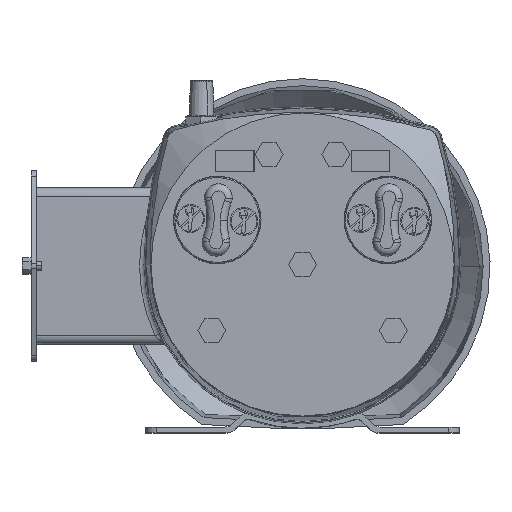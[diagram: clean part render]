
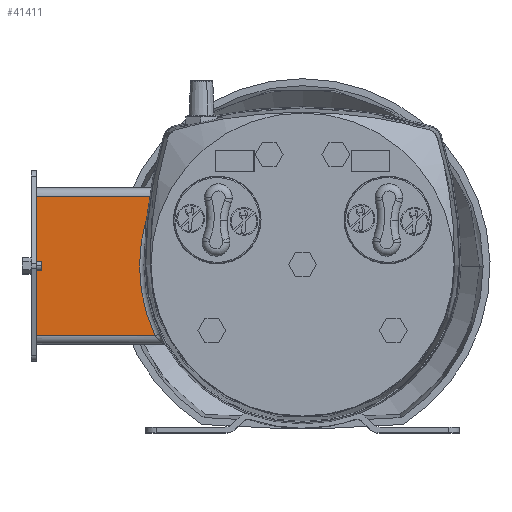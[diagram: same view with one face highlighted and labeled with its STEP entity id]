
A CAD part, top view. The second image highlights one B-rep face of the part: STEP entity #41411.
In plain terms, the highlighted planar face has unit normal (0, 0, 1).
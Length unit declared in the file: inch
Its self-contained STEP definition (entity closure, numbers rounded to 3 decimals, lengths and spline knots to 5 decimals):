
#2250 = CARTESIAN_POINT ( 'NONE',  ( -2.64445, 1.25, -3.25 ) ) ;
#3648 = LINE ( 'NONE', #23665, #21513 ) ;
#5252 = ORIENTED_EDGE ( 'NONE', *, *, #5849, .F. ) ;
#5849 = EDGE_CURVE ( 'NONE', #36603, #37780, #46151, .T. ) ;
#6686 = CARTESIAN_POINT ( 'NONE',  ( -2.64445, -1.25, -3.25 ) ) ;
#8811 = CIRCLE ( 'NONE', #21831, 2.925 ) ;
#9557 = DIRECTION ( 'NONE',  ( 0., 1., 0. ) ) ;
#13055 = DIRECTION ( 'NONE',  ( 0., 0., 1. ) ) ;
#16729 = EDGE_CURVE ( 'NONE', #27396, #50929, #42029, .T. ) ;
#17840 = CARTESIAN_POINT ( 'NONE',  ( -4.78, -1.25, -3.25 ) ) ;
#20829 = ORIENTED_EDGE ( 'NONE', *, *, #56508, .T. ) ;
#21513 = VECTOR ( 'NONE', #9557, 39.37008 ) ;
#21831 = AXIS2_PLACEMENT_3D ( 'NONE', #53025, #42720, #37995 ) ;
#23665 = CARTESIAN_POINT ( 'NONE',  ( -4.78, 0., -3.25 ) ) ;
#27396 = VERTEX_POINT ( 'NONE', #6686 ) ;
#32518 = PLANE ( 'NONE',  #46488 ) ;
#34259 = VECTOR ( 'NONE', #37922, 39.37008 ) ;
#35705 = VECTOR ( 'NONE', #50527, 39.37008 ) ;
#36603 = VERTEX_POINT ( 'NONE', #53815 ) ;
#36781 = EDGE_LOOP ( 'NONE', ( #48769, #42547, #20829, #5252 ) ) ;
#37780 = VERTEX_POINT ( 'NONE', #2250 ) ;
#37922 = DIRECTION ( 'NONE',  ( -1., 0., 0. ) ) ;
#37995 = DIRECTION ( 'NONE',  ( 1., 0., 0. ) ) ;
#41411 = ADVANCED_FACE ( 'NONE', ( #55732 ), #32518, .T. ) ;
#42029 = LINE ( 'NONE', #56430, #34259 ) ;
#42547 = ORIENTED_EDGE ( 'NONE', *, *, #16729, .F. ) ;
#42720 = DIRECTION ( 'NONE',  ( 0., 0., -1. ) ) ;
#45709 = DIRECTION ( 'NONE',  ( 0., 1., 0. ) ) ;
#45843 = CARTESIAN_POINT ( 'NONE',  ( -3.60532, 1.25, -3.25 ) ) ;
#46151 = LINE ( 'NONE', #45843, #35705 ) ;
#46488 = AXIS2_PLACEMENT_3D ( 'NONE', #60117, #13055, #45709 ) ;
#48769 = ORIENTED_EDGE ( 'NONE', *, *, #51109, .F. ) ;
#50527 = DIRECTION ( 'NONE',  ( 1., 0., 0. ) ) ;
#50929 = VERTEX_POINT ( 'NONE', #17840 ) ;
#51109 = EDGE_CURVE ( 'NONE', #50929, #36603, #3648, .T. ) ;
#53025 = CARTESIAN_POINT ( 'NONE',  ( 0., 0., -3.25 ) ) ;
#53815 = CARTESIAN_POINT ( 'NONE',  ( -4.78, 1.25, -3.25 ) ) ;
#55732 = FACE_OUTER_BOUND ( 'NONE', #36781, .T. ) ;
#56430 = CARTESIAN_POINT ( 'NONE',  ( -3.60532, -1.25, -3.25 ) ) ;
#56508 = EDGE_CURVE ( 'NONE', #27396, #37780, #8811, .T. ) ;
#60117 = CARTESIAN_POINT ( 'NONE',  ( -2.37191, -1.47, -3.25 ) ) ;
